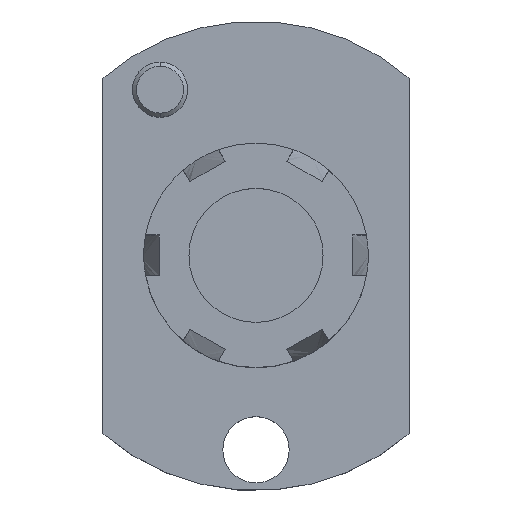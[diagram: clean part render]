
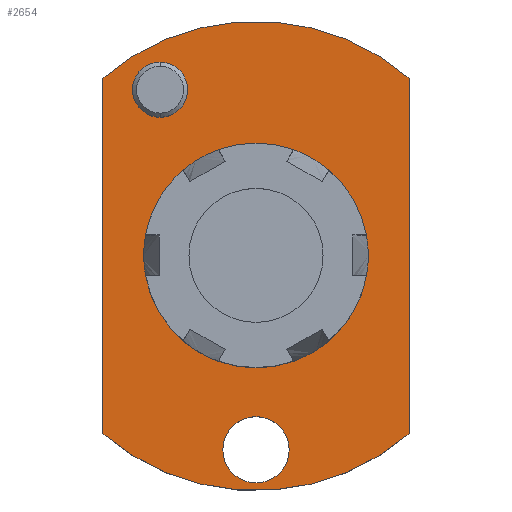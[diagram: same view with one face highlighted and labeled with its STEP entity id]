
A CAD part, top view. The second image highlights one B-rep face of the part: STEP entity #2654.
In plain terms, the highlighted planar face has unit normal (0, 0, 1).
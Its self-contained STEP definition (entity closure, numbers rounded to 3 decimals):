
#2654=ADVANCED_FACE('',(#3669,#3670,#3671,#3672),#2949,.T.);
#2949=PLANE('',#7515);
#3005=LINE('',#10179,#3337);
#3015=LINE('',#10218,#3347);
#3337=VECTOR('',#8282,1.);
#3347=VECTOR('',#8318,1.);
#3669=FACE_BOUND('',#3706,.T.);
#3670=FACE_BOUND('',#3707,.T.);
#3671=FACE_BOUND('',#3708,.T.);
#3672=FACE_BOUND('',#3709,.T.);
#3706=EDGE_LOOP('',(#4077,#4078));
#3707=EDGE_LOOP('',(#4079,#4080,#4081,#4082));
#3708=EDGE_LOOP('',(#4083,#4084));
#3709=EDGE_LOOP('',(#4085,#4086));
#4077=ORIENTED_EDGE('',*,*,#6233,.F.);
#4078=ORIENTED_EDGE('',*,*,#6234,.F.);
#4079=ORIENTED_EDGE('',*,*,#6196,.F.);
#4080=ORIENTED_EDGE('',*,*,#6220,.T.);
#4081=ORIENTED_EDGE('',*,*,#6215,.F.);
#4082=ORIENTED_EDGE('',*,*,#6229,.T.);
#4083=ORIENTED_EDGE('',*,*,#6235,.F.);
#4084=ORIENTED_EDGE('',*,*,#6236,.F.);
#4085=ORIENTED_EDGE('',*,*,#6237,.T.);
#4086=ORIENTED_EDGE('',*,*,#6238,.T.);
#5660=VERTEX_POINT('',#10178);
#5661=VERTEX_POINT('',#10180);
#5676=VERTEX_POINT('',#10217);
#5677=VERTEX_POINT('',#10219);
#5687=VERTEX_POINT('',#10252);
#5688=VERTEX_POINT('',#10253);
#5689=VERTEX_POINT('',#10256);
#5690=VERTEX_POINT('',#10257);
#5691=VERTEX_POINT('',#10260);
#5692=VERTEX_POINT('',#10261);
#6196=EDGE_CURVE('',#5660,#5661,#3005,.T.);
#6215=EDGE_CURVE('',#5676,#5677,#3015,.T.);
#6220=EDGE_CURVE('',#5660,#5677,#7011,.T.);
#6229=EDGE_CURVE('',#5676,#5661,#7015,.T.);
#6233=EDGE_CURVE('',#5687,#5688,#7019,.T.);
#6234=EDGE_CURVE('',#5688,#5687,#7020,.T.);
#6235=EDGE_CURVE('',#5689,#5690,#7021,.T.);
#6236=EDGE_CURVE('',#5690,#5689,#7022,.T.);
#6237=EDGE_CURVE('',#5691,#5692,#7023,.T.);
#6238=EDGE_CURVE('',#5692,#5691,#7024,.T.);
#7011=CIRCLE('',#7496,23.);
#7015=CIRCLE('',#7503,23.);
#7019=CIRCLE('',#7509,2.7);
#7020=CIRCLE('',#7510,2.7);
#7021=CIRCLE('',#7511,3.25);
#7022=CIRCLE('',#7512,3.25);
#7023=CIRCLE('',#7513,7.5);
#7024=CIRCLE('',#7514,7.5);
#7496=AXIS2_PLACEMENT_3D('',#10227,#8325,#8326);
#7503=AXIS2_PLACEMENT_3D('',#10243,#8343,#8344);
#7509=AXIS2_PLACEMENT_3D('',#10251,#8355,#8356);
#7510=AXIS2_PLACEMENT_3D('',#10254,#8357,#8358);
#7511=AXIS2_PLACEMENT_3D('',#10255,#8359,#8360);
#7512=AXIS2_PLACEMENT_3D('',#10258,#8361,#8362);
#7513=AXIS2_PLACEMENT_3D('',#10259,#8363,#8364);
#7514=AXIS2_PLACEMENT_3D('',#10262,#8365,#8366);
#7515=AXIS2_PLACEMENT_3D('',#10263,#8367,#8368);
#8282=DIRECTION('',(0.,-1.,0.));
#8318=DIRECTION('',(0.,1.,0.));
#8325=DIRECTION('',(0.,0.,1.));
#8326=DIRECTION('',(-1.,0.,0.));
#8343=DIRECTION('',(0.,0.,1.));
#8344=DIRECTION('',(-1.,0.,0.));
#8355=DIRECTION('',(0.,0.,1.));
#8356=DIRECTION('',(0.,1.,0.));
#8357=DIRECTION('',(0.,0.,1.));
#8358=DIRECTION('',(0.,1.,0.));
#8359=DIRECTION('',(0.,0.,1.));
#8360=DIRECTION('',(0.866,0.5,0.));
#8361=DIRECTION('',(0.,0.,1.));
#8362=DIRECTION('',(0.866,0.5,0.));
#8363=DIRECTION('',(0.,0.,-1.));
#8364=DIRECTION('',(0.,-1.,0.));
#8365=DIRECTION('',(0.,0.,-1.));
#8366=DIRECTION('',(0.,-1.,0.));
#8367=DIRECTION('',(0.,0.,1.));
#8368=DIRECTION('',(1.,0.,0.));
#10178=CARTESIAN_POINT('',(15.,17.436,9.));
#10179=CARTESIAN_POINT('',(15.,8.66,9.));
#10180=CARTESIAN_POINT('',(15.,-17.436,9.));
#10217=CARTESIAN_POINT('',(-15.,-17.436,9.));
#10218=CARTESIAN_POINT('',(-15.,-8.66,9.));
#10219=CARTESIAN_POINT('',(-15.,17.436,9.));
#10227=CARTESIAN_POINT('',(0.,0.,
9.));
#10243=CARTESIAN_POINT('',(0.,0.,
9.));
#10251=CARTESIAN_POINT('',(-9.4,16.281,9.));
#10252=CARTESIAN_POINT('',(-9.401,13.581,9.));
#10253=CARTESIAN_POINT('',(-9.399,18.981,9.));
#10254=CARTESIAN_POINT('',(-9.4,16.281,9.));
#10255=CARTESIAN_POINT('',(0.,-19.,9.));
#10256=CARTESIAN_POINT('',(-2.815,-20.625,9.));
#10257=CARTESIAN_POINT('',(2.815,-17.375,9.));
#10258=CARTESIAN_POINT('',(0.,-19.,9.));
#10259=CARTESIAN_POINT('',(0.,0.,9.));
#10260=CARTESIAN_POINT('',(0.,-7.5,9.));
#10261=CARTESIAN_POINT('',(0.,7.5,9.));
#10262=CARTESIAN_POINT('',(0.,0.,9.));
#10263=CARTESIAN_POINT('',(0.,0.,
9.));
